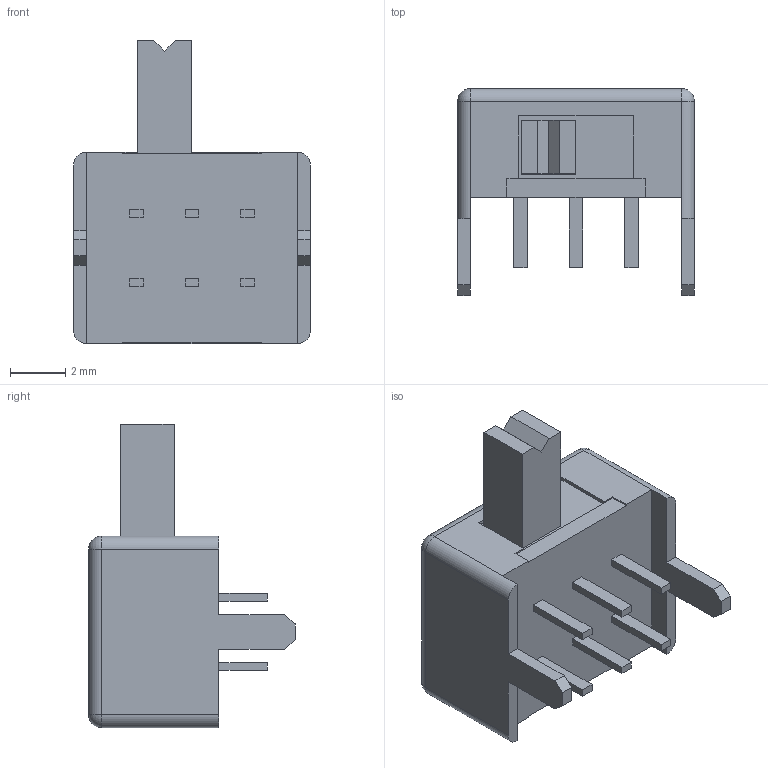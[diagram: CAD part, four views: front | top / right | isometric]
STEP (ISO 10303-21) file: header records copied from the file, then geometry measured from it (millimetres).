
FILE_DESCRIPTION(/* description */ ('Unknown'),/* implementation_level */ '2;1');
FILE_NAME(/* name */ 'Switch - Selector - SK22D07',/* time_stamp */ '2018-10-30T16:26:08-04:00',/* author */ ('Unknown'),/* organization */ ('Unknown'),/* preprocessor_version */ 'ST-DEVELOPER v16.7',/* originating_system */ 'DEX',/* authorisation */ $);
FILE_SCHEMA (('AUTOMOTIVE_DESIGN {1 0 10303 214 3 1 1}'));
Length unit declared in the file: millimetre
Products named in the file (1): Switch - Selector - SK22D07
Bounding box: 8.61 x 7.52 x 11.02 mm (x, y, z)
Volume: 259.5 mm3; surface area: 340.1 mm2
Topology: 1 solids, 21 shells, 258 faces, 613 edges, 400 vertices
Faces by surface type: plane 207, bspline 39, cylinder 8, sphere 4
Entity records: 10421 total; most frequent: CARTESIAN_POINT 3289, ORIENTED_EDGE 1210, DIRECTION 797, EDGE_CURVE 605, VERTEX_POINT 400, LINE 325, VECTOR 325, EDGE_LOOP 281
